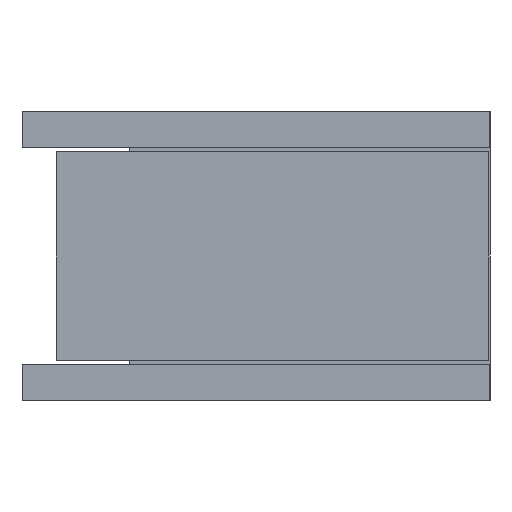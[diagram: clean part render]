
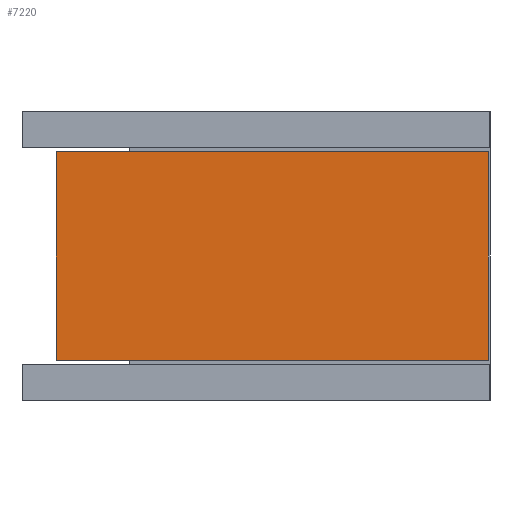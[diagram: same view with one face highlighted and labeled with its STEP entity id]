
A CAD part, front view. The second image highlights one B-rep face of the part: STEP entity #7220.
In plain terms, the highlighted face is planar.
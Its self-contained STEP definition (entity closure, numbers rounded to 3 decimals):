
#6830=CARTESIAN_POINT('',(71.94,77.87,
-5.263));
#6840=DIRECTION('',(0.,0.,-1.));
#6850=DIRECTION('',(0.,1.,0.));
#6860=AXIS2_PLACEMENT_3D('',#6830,#6840,#6850);
#6870=PLANE('',#6860);
#6880=CARTESIAN_POINT('',(71.94,69.17,
-5.263));
#6890=DIRECTION('',(1.,0.,0.));
#6900=VECTOR('',#6890,1.);
#6910=LINE('',#6880,#6900);
#6920=CARTESIAN_POINT('',(71.94,69.17,
-5.263));
#6930=VERTEX_POINT('',#6920);
#6940=CARTESIAN_POINT('',(89.94,69.17,
-5.263));
#6950=VERTEX_POINT('',#6940);
#6960=EDGE_CURVE('',#6930,#6950,#6910,.T.);
#6970=ORIENTED_EDGE('',*,*,#6960,.F.);
#6980=CARTESIAN_POINT('',(89.94,69.17,
-5.263));
#6990=DIRECTION('',(0.,1.,0.));
#7000=VECTOR('',#6990,1.);
#7010=LINE('',#6980,#7000);
#7020=CARTESIAN_POINT('',(89.94,77.87,
-5.263));
#7030=VERTEX_POINT('',#7020);
#7040=EDGE_CURVE('',#6950,#7030,#7010,.T.);
#7050=ORIENTED_EDGE('',*,*,#7040,.F.);
#7060=CARTESIAN_POINT('',(71.94,77.87,
-5.263));
#7070=DIRECTION('',(1.,0.,0.));
#7080=VECTOR('',#7070,1.);
#7090=LINE('',#7060,#7080);
#7100=CARTESIAN_POINT('',(71.94,77.87,
-5.263));
#7110=VERTEX_POINT('',#7100);
#7120=EDGE_CURVE('',#7110,#7030,#7090,.T.);
#7130=ORIENTED_EDGE('',*,*,#7120,.T.);
#7140=CARTESIAN_POINT('',(71.94,69.17,
-5.263));
#7150=DIRECTION('',(0.,1.,0.));
#7160=VECTOR('',#7150,1.);
#7170=LINE('',#7140,#7160);
#7180=EDGE_CURVE('',#6930,#7110,#7170,.T.);
#7190=ORIENTED_EDGE('',*,*,#7180,.T.);
#7200=EDGE_LOOP('',(#7190,#7130,#7050,#6970));
#7210=FACE_OUTER_BOUND('',#7200,.T.);
#7220=ADVANCED_FACE('',(#7210),#6870,.T.);
